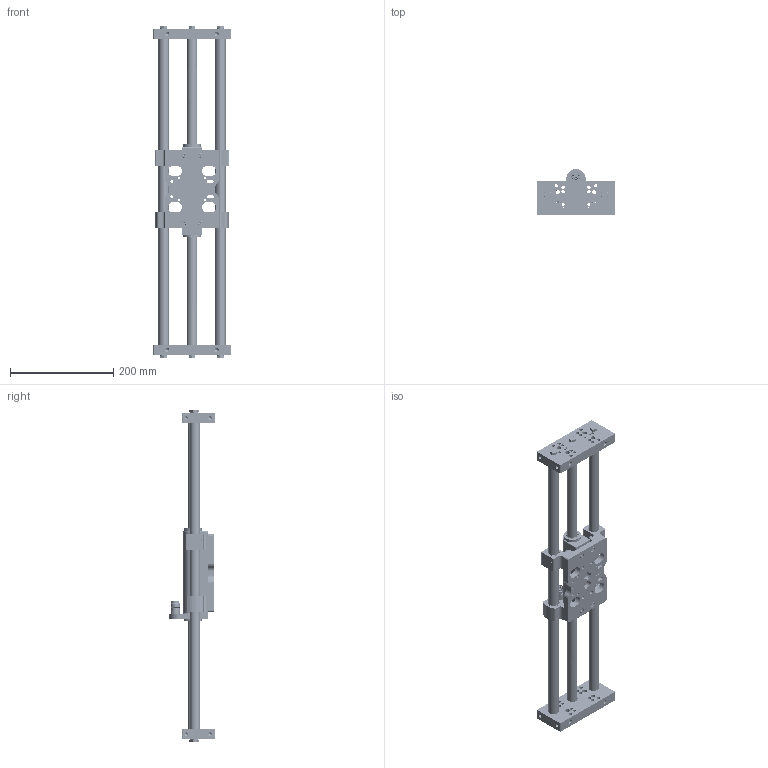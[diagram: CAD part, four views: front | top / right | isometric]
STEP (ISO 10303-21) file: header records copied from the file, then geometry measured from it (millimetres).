
FILE_DESCRIPTION (( 'STEP AP214' ), '1' );
FILE_NAME ('0186-1372_231207_SM02-37-642_MD01_410_1CS37Sx120F-HP-BE01-R.STEP', '2023-12-07T15:56:42', ( '' ), ( '' ), 'SwSTEP 2.0', 'SolidWorks 2023', '' );
FILE_SCHEMA (( 'AUTOMOTIVE_DESIGN' ));
Length unit declared in the file: millimetre
Products named in the file (22): 0186-1068_PS01-37Sx120F-HP-B03-SSCP-R; 0186-1763_SM02-37-642-MD01; 0180-1355_PB01-37Sh-SSC_PB01h-37Sh_SSC-40; 0186-1372_231207_SM02-37-642_MD01_410_1CS37Sx120F-HP-BE01-R; 0186-1485_PL01-20x610!560-HP-SF-W01_PL01-20x610!560-HP-SF; PS01h-37Sx120F-HP-SSC-R_B03; 0230-0241_6kt.-schr._M8x30_INOX; 0186-1587_CS37Sx120F-HP-BE01-R; 0230-0782_Zyl.-Schr._i-6kt_M5x12__INOX.SLDRPT; 0180-2051_PAW01-20-BL-Lf; 0180-2025_SM02k-37x120-GP1; 0180-1792_SM01k-37S-LT-R-20; 0230-0242_6kt.-schr._M8x20_INOX; 0160-0793_Kugelscheibe_M8 x17x 8.4_INOX; 0230-0616_6kt.-schr._M5x16_INOX; 0180-1356_PB01-37Sv-SSC_PB01-37Sv_SSC-40; 0180-2026_SM02k-37-EP; 0180-1791_SM01k-37S-LT-L-20; 0180-1977_GL-A-2023-30; 0150-4654_SL01-20x603-SSC-HIS_SL01-20x603-SSC-HIS; 0180-2345_SM02k-37S-LT-RSK-20; 0180-2064_SM02k-37S-LT-LSK-20
Assembly tree (45 placements, depth 4):
  0186-1372_231207_SM02-37-642_MD01_410_1CS37Sx120F-HP-BE01-R
    0186-1763_SM02-37-642-MD01
      0180-2026_SM02k-37-EP  x2
      0186-1485_PL01-20x610!560-HP-SF-W01_PL01-20x610!560-HP-SF
      0150-4654_SL01-20x603-SSC-HIS_SL01-20x603-SSC-HIS  x2
      0230-0241_6kt.-schr._M8x30_INOX  x5
      0230-0242_6kt.-schr._M8x20_INOX
      0160-0793_Kugelscheibe_M8 x17x 8.4_INOX  x5
    0186-1587_CS37Sx120F-HP-BE01-R
      0186-1068_PS01-37Sx120F-HP-B03-SSCP-R
        PS01h-37Sx120F-HP-SSC-R_B03
        0180-2051_PAW01-20-BL-Lf  x2
        0180-1355_PB01-37Sh-SSC_PB01h-37Sh_SSC-40
        0180-1356_PB01-37Sv-SSC_PB01-37Sv_SSC-40
      0230-0782_Zyl.-Schr._i-6kt_M5x12__INOX.SLDRPT  x4
      0180-2025_SM02k-37x120-GP1
      0180-2345_SM02k-37S-LT-RSK-20
      0180-1792_SM01k-37S-LT-R-20
      0180-1791_SM01k-37S-LT-L-20
      0180-2064_SM02k-37S-LT-LSK-20
      0230-0616_6kt.-schr._M5x16_INOX  x8
      0180-1977_GL-A-2023-30  x4
Bounding box: 150 x 88 x 641.64 mm (x, y, z)
Volume: 1418176.8 mm3; surface area: 380870.7 mm2
Topology: 43 solids, 43 shells, 3600 faces, 8981 edges, 5519 vertices
Faces by surface type: cone 1691, cylinder 1290, plane 540, torus 60, bspline 17, sphere 2
Entity records: 46991 total; most frequent: CARTESIAN_POINT 8069, DIRECTION 7983, ORIENTED_EDGE 6736, EDGE_CURVE 3368, AXIS2_PLACEMENT_3D 3267, VERTEX_POINT 2110, CIRCLE 1830, EDGE_LOOP 1628
